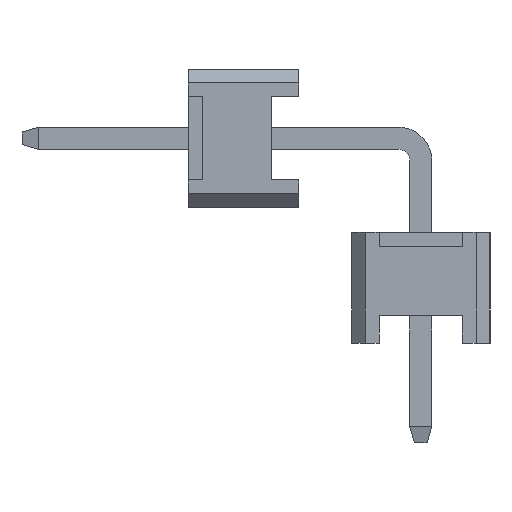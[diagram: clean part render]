
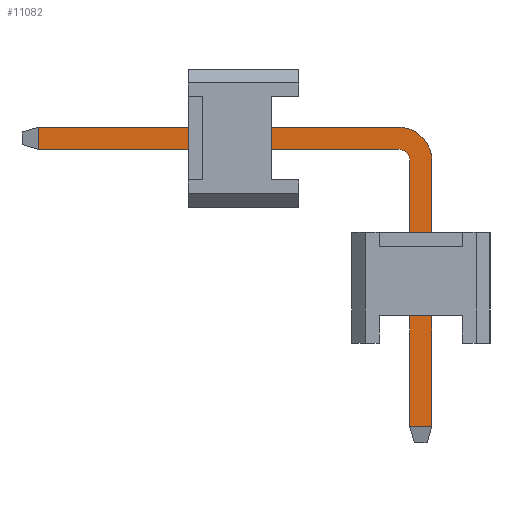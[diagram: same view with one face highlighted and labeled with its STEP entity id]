
A CAD part, left-side view. The second image highlights one B-rep face of the part: STEP entity #11082.
In plain terms, the highlighted planar face has unit normal (-1, 0, 0).
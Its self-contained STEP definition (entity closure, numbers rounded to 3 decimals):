
#10836=CARTESIAN_POINT('',(-0.2,2.7,-0.2));
#10837=VERTEX_POINT('',#10836);
#10860=CARTESIAN_POINT('',(-0.2,2.7,0.2));
#10861=VERTEX_POINT('',#10860);
#10862=CARTESIAN_POINT('',(-0.2,2.7,-0.2));
#10863=DIRECTION('',(0.,0.,1.));
#10864=VECTOR('',#10863,0.4);
#10865=LINE('',#10862,#10864);
#10866=EDGE_CURVE('',#10837,#10861,#10865,.T.);
#10907=CARTESIAN_POINT('',(-0.2,-3.8,0.2));
#10908=VERTEX_POINT('',#10907);
#10909=CARTESIAN_POINT('',(-0.2,2.7,0.2));
#10910=DIRECTION('',(0.,-1.,0.));
#10911=VECTOR('',#10910,6.5);
#10912=LINE('',#10909,#10911);
#10913=EDGE_CURVE('',#10861,#10908,#10912,.T.);
#11014=CARTESIAN_POINT('',(-0.2,-3.8,-0.2));
#11015=VERTEX_POINT('',#11014);
#11022=CARTESIAN_POINT('',(-0.2,-3.8,-0.2));
#11023=DIRECTION('',(0.,1.,0.));
#11024=VECTOR('',#11023,6.5);
#11025=LINE('',#11022,#11024);
#11026=EDGE_CURVE('',#11015,#10837,#11025,.T.);
#11032=CARTESIAN_POINT('',(-0.2,3.,0.2));
#11033=DIRECTION('',(0.,0.,-1.));
#11034=DIRECTION('',(-1.,-0.,-0.));
#11035=AXIS2_PLACEMENT_3D('',#11032,#11034,#11033);
#11036=PLANE('',#11035);
#11037=ORIENTED_EDGE('',*,*,#11026,.F.);
#11038=CARTESIAN_POINT('',(-0.2,-4.,-0.4));
#11039=VERTEX_POINT('',#11038);
#11040=CARTESIAN_POINT('',(-0.2,-3.8,-0.4));
#11041=DIRECTION('',(0.,0.,1.));
#11042=DIRECTION('',(1.,0.,0.));
#11043=AXIS2_PLACEMENT_3D('',#11040,#11042,#11041);
#11044=CIRCLE('',#11043,0.2);
#11045=EDGE_CURVE('',#11015,#11039,#11044,.T.);
#11046=ORIENTED_EDGE('',*,*,#11045,.T.);
#11047=CARTESIAN_POINT('',(-0.2,-4.,-5.2));
#11048=VERTEX_POINT('',#11047);
#11049=CARTESIAN_POINT('',(-0.2,-4.,-0.4));
#11050=DIRECTION('',(0.,0.,-1.));
#11051=VECTOR('',#11050,4.8);
#11052=LINE('',#11049,#11051);
#11053=EDGE_CURVE('',#11039,#11048,#11052,.T.);
#11054=ORIENTED_EDGE('',*,*,#11053,.T.);
#11055=CARTESIAN_POINT('',(-0.2,-4.4,-5.2));
#11056=VERTEX_POINT('',#11055);
#11057=CARTESIAN_POINT('',(-0.2,-4.,-5.2));
#11058=DIRECTION('',(0.,-1.,0.));
#11059=VECTOR('',#11058,0.4);
#11060=LINE('',#11057,#11059);
#11061=EDGE_CURVE('',#11048,#11056,#11060,.T.);
#11062=ORIENTED_EDGE('',*,*,#11061,.T.);
#11063=CARTESIAN_POINT('',(-0.2,-4.4,-0.4));
#11064=VERTEX_POINT('',#11063);
#11065=CARTESIAN_POINT('',(-0.2,-4.4,-5.2));
#11066=DIRECTION('',(0.,0.,1.));
#11067=VECTOR('',#11066,4.8);
#11068=LINE('',#11065,#11067);
#11069=EDGE_CURVE('',#11056,#11064,#11068,.T.);
#11070=ORIENTED_EDGE('',*,*,#11069,.T.);
#11071=CARTESIAN_POINT('',(-0.2,-3.8,-0.4));
#11072=DIRECTION('',(0.,-1.,0.));
#11073=DIRECTION('',(-1.,0.,0.));
#11074=AXIS2_PLACEMENT_3D('',#11071,#11073,#11072);
#11075=CIRCLE('',#11074,0.6);
#11076=EDGE_CURVE('',#11064,#10908,#11075,.T.);
#11077=ORIENTED_EDGE('',*,*,#11076,.T.);
#11078=ORIENTED_EDGE('',*,*,#10913,.F.);
#11079=ORIENTED_EDGE('',*,*,#10866,.F.);
#11080=EDGE_LOOP('',(#11037,#11046,#11054,#11062,#11070,#11077,#11078,#11079));
#11081=FACE_OUTER_BOUND('',#11080,.T.);
#11082=ADVANCED_FACE('',(#11081),#11036,.T.);
